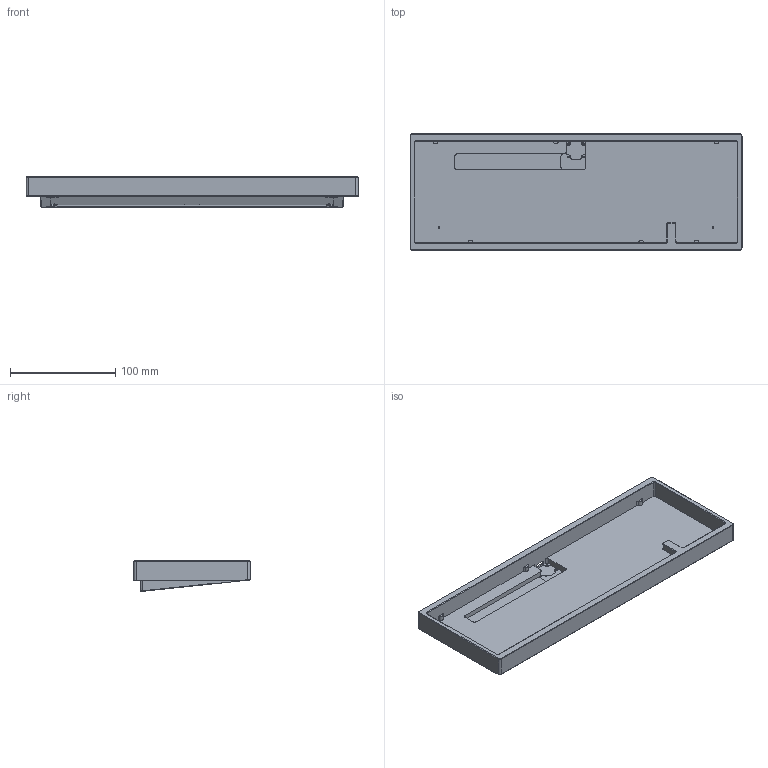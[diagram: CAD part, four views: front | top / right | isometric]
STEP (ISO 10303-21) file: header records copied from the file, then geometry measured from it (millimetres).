
FILE_DESCRIPTION(/* description */ (''),/* implementation_level */ '2;1');
FILE_NAME(/* name */ 'case.step',/* time_stamp */ '2022-05-08T12:33:22+08:00',/* author */ (''),/* organization */ (''),/* preprocessor_version */ 'ST-DEVELOPER v18.1',/* originating_system */ 'Autodesk Translation Framework v10.14.0.1471',/* authorisation */ '');
FILE_SCHEMA (('AUTOMOTIVE_DESIGN { 1 0 10303 214 3 1 1 }'));
Length unit declared in the file: millimetre
Products named in the file (1): case
Bounding box: 314.75 x 110.2 x 29.36 mm (x, y, z)
Volume: 271683.1 mm3; surface area: 105299.7 mm2
Topology: 1 solids, 1 shells, 197 faces, 515 edges, 326 vertices
Faces by surface type: plane 87, cylinder 80, cone 26, bspline 4
Full cylindrical faces by diameter (mm): 1.4 x4, 1.6 x4, 8.3 x4
Entity records: 6550 total; most frequent: CARTESIAN_POINT 1549, DIRECTION 1065, ORIENTED_EDGE 1022, EDGE_CURVE 511, AXIS2_PLACEMENT_3D 371, VERTEX_POINT 326, LINE 323, VECTOR 323
